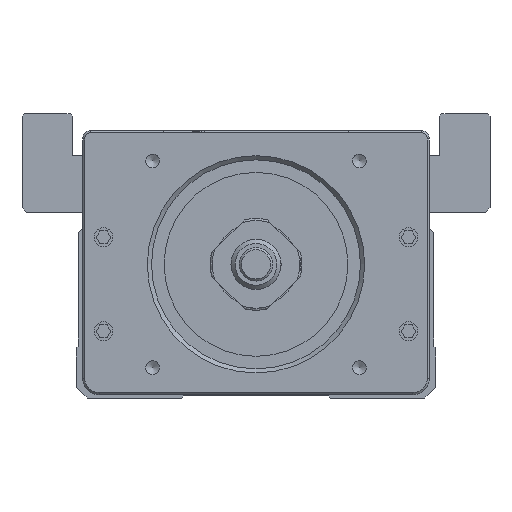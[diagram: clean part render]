
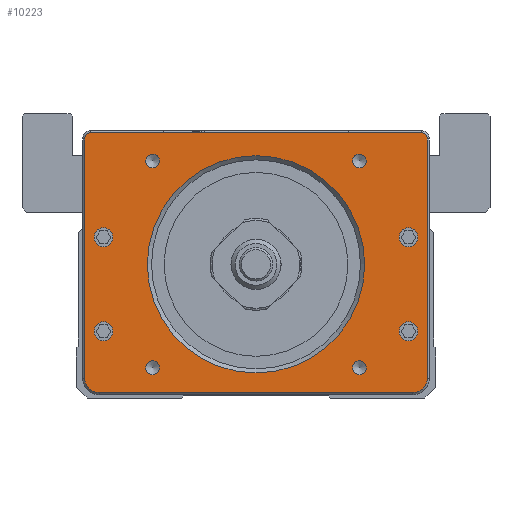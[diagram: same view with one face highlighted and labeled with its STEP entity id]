
A CAD part, front view. The second image highlights one B-rep face of the part: STEP entity #10223.
In plain terms, the highlighted planar face has unit normal (0, -1, 0).
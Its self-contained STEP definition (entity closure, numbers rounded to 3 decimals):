
#607=PLANE('',#33943);
#3544=LINE('',#47152,#6807);
#3545=LINE('',#47157,#6808);
#3546=LINE('',#47161,#6809);
#3547=LINE('',#47165,#6810);
#6807=VECTOR('',#37496,1.);
#6808=VECTOR('',#37499,1.);
#6809=VECTOR('',#37502,1.);
#6810=VECTOR('',#37505,1.);
#10223=ADVANCED_FACE('',(#12342,#12343,#12344,#12345,#12346,#12347,#12348,
#12349,#12350,#12351),#607,.F.);
#12342=FACE_BOUND('',#13565,.T.);
#12343=FACE_BOUND('',#13566,.T.);
#12344=FACE_BOUND('',#13567,.T.);
#12345=FACE_BOUND('',#13568,.T.);
#12346=FACE_BOUND('',#13569,.T.);
#12347=FACE_BOUND('',#13570,.T.);
#12348=FACE_BOUND('',#13571,.T.);
#12349=FACE_BOUND('',#13572,.T.);
#12350=FACE_BOUND('',#13573,.T.);
#12351=FACE_BOUND('',#13574,.T.);
#13565=EDGE_LOOP('',(#16645));
#13566=EDGE_LOOP('',(#16646));
#13567=EDGE_LOOP('',(#16647));
#13568=EDGE_LOOP('',(#16648));
#13569=EDGE_LOOP('',(#16649));
#13570=EDGE_LOOP('',(#16650,#16651,#16652,#16653,#16654,#16655,#16656,#16657));
#13571=EDGE_LOOP('',(#16658));
#13572=EDGE_LOOP('',(#16659));
#13573=EDGE_LOOP('',(#16660));
#13574=EDGE_LOOP('',(#16661));
#16645=ORIENTED_EDGE('',*,*,#28663,.T.);
#16646=ORIENTED_EDGE('',*,*,#28664,.T.);
#16647=ORIENTED_EDGE('',*,*,#28665,.T.);
#16648=ORIENTED_EDGE('',*,*,#28666,.T.);
#16649=ORIENTED_EDGE('',*,*,#28667,.T.);
#16650=ORIENTED_EDGE('',*,*,#28668,.T.);
#16651=ORIENTED_EDGE('',*,*,#28669,.T.);
#16652=ORIENTED_EDGE('',*,*,#28670,.T.);
#16653=ORIENTED_EDGE('',*,*,#28671,.T.);
#16654=ORIENTED_EDGE('',*,*,#28672,.T.);
#16655=ORIENTED_EDGE('',*,*,#28673,.T.);
#16656=ORIENTED_EDGE('',*,*,#28674,.T.);
#16657=ORIENTED_EDGE('',*,*,#28675,.T.);
#16658=ORIENTED_EDGE('',*,*,#28676,.T.);
#16659=ORIENTED_EDGE('',*,*,#28677,.T.);
#16660=ORIENTED_EDGE('',*,*,#28678,.T.);
#16661=ORIENTED_EDGE('',*,*,#28679,.T.);
#25431=VERTEX_POINT('',#47143);
#25432=VERTEX_POINT('',#47145);
#25433=VERTEX_POINT('',#47147);
#25434=VERTEX_POINT('',#47149);
#25435=VERTEX_POINT('',#47151);
#25436=VERTEX_POINT('',#47153);
#25437=VERTEX_POINT('',#47154);
#25438=VERTEX_POINT('',#47156);
#25439=VERTEX_POINT('',#47158);
#25440=VERTEX_POINT('',#47160);
#25441=VERTEX_POINT('',#47162);
#25442=VERTEX_POINT('',#47164);
#25443=VERTEX_POINT('',#47166);
#25444=VERTEX_POINT('',#47169);
#25445=VERTEX_POINT('',#47171);
#25446=VERTEX_POINT('',#47173);
#25447=VERTEX_POINT('',#47175);
#28663=EDGE_CURVE('',#25431,#25431,#32789,.T.);
#28664=EDGE_CURVE('',#25432,#25432,#32790,.T.);
#28665=EDGE_CURVE('',#25433,#25433,#32791,.T.);
#28666=EDGE_CURVE('',#25434,#25434,#32792,.T.);
#28667=EDGE_CURVE('',#25435,#25435,#32793,.T.);
#28668=EDGE_CURVE('',#25436,#25437,#3544,.T.);
#28669=EDGE_CURVE('',#25437,#25438,#32794,.T.);
#28670=EDGE_CURVE('',#25438,#25439,#3545,.T.);
#28671=EDGE_CURVE('',#25439,#25440,#32795,.T.);
#28672=EDGE_CURVE('',#25440,#25441,#3546,.T.);
#28673=EDGE_CURVE('',#25441,#25442,#32796,.T.);
#28674=EDGE_CURVE('',#25442,#25443,#3547,.T.);
#28675=EDGE_CURVE('',#25443,#25436,#32797,.T.);
#28676=EDGE_CURVE('',#25444,#25444,#32798,.T.);
#28677=EDGE_CURVE('',#25445,#25445,#32799,.T.);
#28678=EDGE_CURVE('',#25446,#25446,#32800,.T.);
#28679=EDGE_CURVE('',#25447,#25447,#32801,.T.);
#32789=CIRCLE('',#33930,26.);
#32790=CIRCLE('',#33931,1.65);
#32791=CIRCLE('',#33932,1.65);
#32792=CIRCLE('',#33933,1.65);
#32793=CIRCLE('',#33934,1.65);
#32794=CIRCLE('',#33935,1.5);
#32795=CIRCLE('',#33936,1.5);
#32796=CIRCLE('',#33937,3.5);
#32797=CIRCLE('',#33938,3.5);
#32798=CIRCLE('',#33939,2.25);
#32799=CIRCLE('',#33940,2.25);
#32800=CIRCLE('',#33941,2.25);
#32801=CIRCLE('',#33942,2.25);
#33930=AXIS2_PLACEMENT_3D('',#47142,#37486,#37487);
#33931=AXIS2_PLACEMENT_3D('',#47144,#37488,#37489);
#33932=AXIS2_PLACEMENT_3D('',#47146,#37490,#37491);
#33933=AXIS2_PLACEMENT_3D('',#47148,#37492,#37493);
#33934=AXIS2_PLACEMENT_3D('',#47150,#37494,#37495);
#33935=AXIS2_PLACEMENT_3D('',#47155,#37497,#37498);
#33936=AXIS2_PLACEMENT_3D('',#47159,#37500,#37501);
#33937=AXIS2_PLACEMENT_3D('',#47163,#37503,#37504);
#33938=AXIS2_PLACEMENT_3D('',#47167,#37506,#37507);
#33939=AXIS2_PLACEMENT_3D('',#47168,#37508,#37509);
#33940=AXIS2_PLACEMENT_3D('',#47170,#37510,#37511);
#33941=AXIS2_PLACEMENT_3D('',#47172,#37512,#37513);
#33942=AXIS2_PLACEMENT_3D('',#47174,#37514,#37515);
#33943=AXIS2_PLACEMENT_3D('',#47176,#37516,#37517);
#37486=DIRECTION('',(0.,1.,0.));
#37487=DIRECTION('',(0.,0.,1.));
#37488=DIRECTION('',(0.,1.,0.));
#37489=DIRECTION('',(0.,0.,1.));
#37490=DIRECTION('',(0.,1.,0.));
#37491=DIRECTION('',(0.,0.,1.));
#37492=DIRECTION('',(0.,1.,0.));
#37493=DIRECTION('',(0.,0.,1.));
#37494=DIRECTION('',(0.,1.,0.));
#37495=DIRECTION('',(0.,0.,1.));
#37496=DIRECTION('',(0.,0.,1.));
#37497=DIRECTION('',(0.,-1.,0.));
#37498=DIRECTION('',(0.,0.,1.));
#37499=DIRECTION('',(-1.,0.,0.));
#37500=DIRECTION('',(0.,-1.,0.));
#37501=DIRECTION('',(0.,0.,1.));
#37502=DIRECTION('',(0.,0.,-1.));
#37503=DIRECTION('',(0.,-1.,0.));
#37504=DIRECTION('',(0.,0.,1.));
#37505=DIRECTION('',(1.,0.,0.));
#37506=DIRECTION('',(0.,-1.,0.));
#37507=DIRECTION('',(0.,0.,1.));
#37508=DIRECTION('',(0.,1.,0.));
#37509=DIRECTION('',(0.,0.,1.));
#37510=DIRECTION('',(0.,1.,0.));
#37511=DIRECTION('',(0.,0.,1.));
#37512=DIRECTION('',(0.,1.,0.));
#37513=DIRECTION('',(0.,0.,1.));
#37514=DIRECTION('',(0.,1.,0.));
#37515=DIRECTION('',(0.,0.,1.));
#37516=DIRECTION('',(0.,1.,0.));
#37517=DIRECTION('',(0.,0.,-1.));
#47142=CARTESIAN_POINT('',(0.,-236.633,32.));
#47143=CARTESIAN_POINT('',(0.,-236.633,58.));
#47144=CARTESIAN_POINT('',(-24.749,-236.633,56.749));
#47145=CARTESIAN_POINT('',(-24.749,-236.633,58.399));
#47146=CARTESIAN_POINT('',(-24.749,-236.633,7.251));
#47147=CARTESIAN_POINT('',(-24.749,-236.633,8.901));
#47148=CARTESIAN_POINT('',(24.749,-236.633,7.251));
#47149=CARTESIAN_POINT('',(24.749,-236.633,8.901));
#47150=CARTESIAN_POINT('',(24.749,-236.633,56.749));
#47151=CARTESIAN_POINT('',(24.749,-236.633,58.399));
#47152=CARTESIAN_POINT('',(41.,-236.633,60.));
#47153=CARTESIAN_POINT('',(41.,-236.633,4.8));
#47154=CARTESIAN_POINT('',(41.,-236.633,62.));
#47155=CARTESIAN_POINT('',(39.5,-236.633,62.));
#47156=CARTESIAN_POINT('',(39.5,-236.633,63.5));
#47157=CARTESIAN_POINT('',(39.,-236.633,63.5));
#47158=CARTESIAN_POINT('',(-39.5,-236.633,63.5));
#47159=CARTESIAN_POINT('',(-39.5,-236.633,62.));
#47160=CARTESIAN_POINT('',(-41.,-236.633,62.));
#47161=CARTESIAN_POINT('',(-41.,-236.633,60.));
#47162=CARTESIAN_POINT('',(-41.,-236.633,4.8));
#47163=CARTESIAN_POINT('',(-37.5,-236.633,4.8));
#47164=CARTESIAN_POINT('',(-37.5,-236.633,1.3));
#47165=CARTESIAN_POINT('',(39.,-236.633,1.3));
#47166=CARTESIAN_POINT('',(37.5,-236.633,1.3));
#47167=CARTESIAN_POINT('',(37.5,-236.633,4.8));
#47168=CARTESIAN_POINT('',(-36.5,-236.633,38.5));
#47169=CARTESIAN_POINT('',(-36.5,-236.633,40.75));
#47170=CARTESIAN_POINT('',(-36.5,-236.633,16.));
#47171=CARTESIAN_POINT('',(-36.5,-236.633,18.25));
#47172=CARTESIAN_POINT('',(36.5,-236.633,38.5));
#47173=CARTESIAN_POINT('',(36.5,-236.633,40.75));
#47174=CARTESIAN_POINT('',(36.5,-236.633,16.));
#47175=CARTESIAN_POINT('',(36.5,-236.633,18.25));
#47176=CARTESIAN_POINT('',(39.,-236.633,60.));
